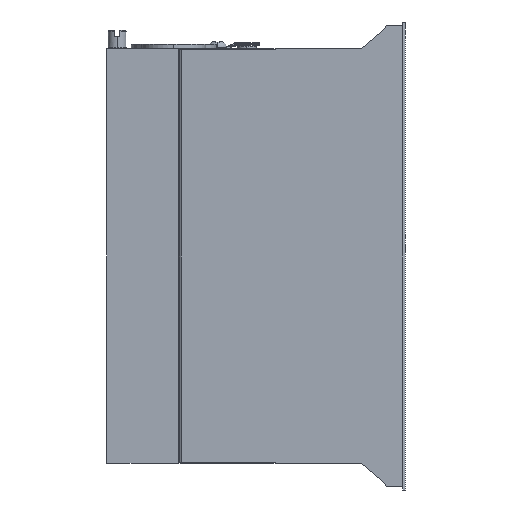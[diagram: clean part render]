
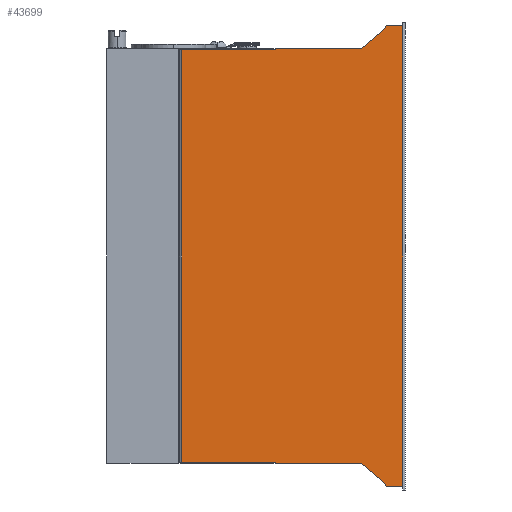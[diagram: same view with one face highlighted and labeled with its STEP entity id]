
A CAD part, left-side view. The second image highlights one B-rep face of the part: STEP entity #43699.
In plain terms, the highlighted planar face has unit normal (-1, 0, 0).
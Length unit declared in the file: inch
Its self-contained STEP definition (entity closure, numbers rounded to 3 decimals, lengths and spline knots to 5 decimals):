
#294 = ORIENTED_EDGE ( 'NONE', *, *, #5185, .F. ) ;
#884 = ORIENTED_EDGE ( 'NONE', *, *, #24032, .F. ) ;
#1230 = CARTESIAN_POINT ( 'NONE',  ( -2.38189, 0., -3.93701 ) ) ;
#1276 = VECTOR ( 'NONE', #28152, 39.37008 ) ;
#1321 = LINE ( 'NONE', #35125, #9481 ) ;
#1599 = VERTEX_POINT ( 'NONE', #21156 ) ;
#1655 = LINE ( 'NONE', #30689, #9806 ) ;
#1835 = CARTESIAN_POINT ( 'NONE',  ( -2.38189, 0.03937, 3.93701 ) ) ;
#2513 = VECTOR ( 'NONE', #28338, 39.37008 ) ;
#2841 = ORIENTED_EDGE ( 'NONE', *, *, #38070, .T. ) ;
#2901 = VERTEX_POINT ( 'NONE', #34182 ) ;
#4069 = CARTESIAN_POINT ( 'NONE',  ( -2.38189, 0.03937, -4. ) ) ;
#5185 = EDGE_CURVE ( 'NONE', #9256, #39891, #8784, .T. ) ;
#6197 = VECTOR ( 'NONE', #36413, 39.37008 ) ;
#6523 = CARTESIAN_POINT ( 'NONE',  ( -2.38189, 2.20472, -3.52362 ) ) ;
#6819 = ORIENTED_EDGE ( 'NONE', *, *, #27911, .F. ) ;
#6873 = EDGE_CURVE ( 'NONE', #14240, #2901, #18583, .T. ) ;
#7916 = AXIS2_PLACEMENT_3D ( 'NONE', #28956, #29256, #8448 ) ;
#8005 = VERTEX_POINT ( 'NONE', #41832 ) ;
#8017 = VECTOR ( 'NONE', #15219, 39.37008 ) ;
#8448 = DIRECTION ( 'NONE',  ( 0., 0., 1. ) ) ;
#8486 = EDGE_LOOP ( 'NONE', ( #38677, #23409, #17550, #24301, #6819, #13135, #884, #2841, #23029, #16336, #40802, #16001, #294, #10356 ) ) ;
#8699 = EDGE_CURVE ( 'NONE', #1599, #40876, #10126, .T. ) ;
#8784 = CIRCLE ( 'NONE', #36557, 0.01969 ) ;
#9187 = EDGE_CURVE ( 'NONE', #2901, #8005, #31869, .T. ) ;
#9256 = VERTEX_POINT ( 'NONE', #41626 ) ;
#9481 = VECTOR ( 'NONE', #38614, 39.37008 ) ;
#9806 = VECTOR ( 'NONE', #41148, 39.37008 ) ;
#10015 = DIRECTION ( 'NONE',  ( 0., 0., -1. ) ) ;
#10126 = LINE ( 'NONE', #38477, #18254 ) ;
#10356 = ORIENTED_EDGE ( 'NONE', *, *, #34549, .F. ) ;
#10459 = VECTOR ( 'NONE', #16928, 39.37008 ) ;
#10491 = CARTESIAN_POINT ( 'NONE',  ( -2.38189, 2.20472, 3.52362 ) ) ;
#10553 = EDGE_CURVE ( 'NONE', #18576, #42089, #19766, .T. ) ;
#11779 = DIRECTION ( 'NONE',  ( 0., -1., 0. ) ) ;
#12289 = DIRECTION ( 'NONE',  ( 0., -1., 0. ) ) ;
#12858 = DIRECTION ( 'NONE',  ( 0., -1., 0. ) ) ;
#13135 = ORIENTED_EDGE ( 'NONE', *, *, #8699, .F. ) ;
#13163 = CARTESIAN_POINT ( 'NONE',  ( -2.38189, 3.8189, -3.52362 ) ) ;
#13991 = DIRECTION ( 'NONE',  ( 0., 0., -1. ) ) ;
#14143 = DIRECTION ( 'NONE',  ( 0., 0.394, 0.919 ) ) ;
#14240 = VERTEX_POINT ( 'NONE', #37345 ) ;
#15021 = FACE_OUTER_BOUND ( 'NONE', #8486, .T. ) ;
#15219 = DIRECTION ( 'NONE',  ( 0., 1., 0. ) ) ;
#15888 = VERTEX_POINT ( 'NONE', #13163 ) ;
#16001 = ORIENTED_EDGE ( 'NONE', *, *, #33903, .F. ) ;
#16336 = ORIENTED_EDGE ( 'NONE', *, *, #31728, .F. ) ;
#16928 = DIRECTION ( 'NONE',  ( 0., 1., 0. ) ) ;
#17550 = ORIENTED_EDGE ( 'NONE', *, *, #9187, .F. ) ;
#18254 = VECTOR ( 'NONE', #14143, 39.37008 ) ;
#18439 = VERTEX_POINT ( 'NONE', #35038 ) ;
#18557 = CARTESIAN_POINT ( 'NONE',  ( -2.38189, 2.20472, 3.54331 ) ) ;
#18576 = VERTEX_POINT ( 'NONE', #21933 ) ;
#18583 = LINE ( 'NONE', #37772, #10459 ) ;
#18602 = EDGE_CURVE ( 'NONE', #18439, #40556, #28549, .T. ) ;
#19766 = LINE ( 'NONE', #28022, #1276 ) ;
#20969 = LINE ( 'NONE', #4069, #2513 ) ;
#21156 = CARTESIAN_POINT ( 'NONE',  ( -2.38189, 0.32283, -3.93701 ) ) ;
#21933 = CARTESIAN_POINT ( 'NONE',  ( -2.38189, 0.74803, 3.54331 ) ) ;
#23029 = ORIENTED_EDGE ( 'NONE', *, *, #18602, .F. ) ;
#23409 = ORIENTED_EDGE ( 'NONE', *, *, #38665, .F. ) ;
#23677 = CARTESIAN_POINT ( 'NONE',  ( -2.38189, 0.03937, -3.93701 ) ) ;
#24032 = EDGE_CURVE ( 'NONE', #42620, #1599, #33559, .T. ) ;
#24290 = AXIS2_PLACEMENT_3D ( 'NONE', #6523, #30860, #10015 ) ;
#24301 = ORIENTED_EDGE ( 'NONE', *, *, #6873, .F. ) ;
#25760 = PLANE ( 'NONE',  #7916 ) ;
#27441 = VECTOR ( 'NONE', #11779, 39.37008 ) ;
#27608 = VERTEX_POINT ( 'NONE', #31615 ) ;
#27911 = EDGE_CURVE ( 'NONE', #40876, #14240, #1655, .T. ) ;
#28022 = CARTESIAN_POINT ( 'NONE',  ( -2.38189, 2.05698, 2.43968 ) ) ;
#28152 = DIRECTION ( 'NONE',  ( 0., -0.765, 0.645 ) ) ;
#28338 = DIRECTION ( 'NONE',  ( 0., 0., 1. ) ) ;
#28361 = VECTOR ( 'NONE', #12289, 39.37008 ) ;
#28549 = LINE ( 'NONE', #36062, #27441 ) ;
#28873 = DIRECTION ( 'NONE',  ( 0., 0., 1. ) ) ;
#28956 = CARTESIAN_POINT ( 'NONE',  ( -2.38189, 3.8189, -4. ) ) ;
#29256 = DIRECTION ( 'NONE',  ( -1., 0., 0. ) ) ;
#29275 = EDGE_CURVE ( 'NONE', #15888, #27608, #43992, .T. ) ;
#29448 = LINE ( 'NONE', #36574, #28361 ) ;
#30689 = CARTESIAN_POINT ( 'NONE',  ( -2.38189, 2.05698, -2.43968 ) ) ;
#30860 = DIRECTION ( 'NONE',  ( 1., 0., 0. ) ) ;
#31615 = CARTESIAN_POINT ( 'NONE',  ( -2.38189, 3.8189, 3.52362 ) ) ;
#31728 = EDGE_CURVE ( 'NONE', #42089, #18439, #33895, .T. ) ;
#31869 = CIRCLE ( 'NONE', #24290, 0.01969 ) ;
#32625 = VECTOR ( 'NONE', #12858, 39.37008 ) ;
#32925 = CARTESIAN_POINT ( 'NONE',  ( -2.38189, 1.69821, 0.7278 ) ) ;
#33492 = CARTESIAN_POINT ( 'NONE',  ( -2.38189, 0., 3.52362 ) ) ;
#33559 = LINE ( 'NONE', #1230, #8017 ) ;
#33895 = LINE ( 'NONE', #32925, #6197 ) ;
#33903 = EDGE_CURVE ( 'NONE', #39891, #18576, #29448, .T. ) ;
#34182 = CARTESIAN_POINT ( 'NONE',  ( -2.38189, 2.20472, -3.54331 ) ) ;
#34549 = EDGE_CURVE ( 'NONE', #27608, #9256, #41875, .T. ) ;
#34757 = VECTOR ( 'NONE', #28873, 39.37008 ) ;
#34793 = DIRECTION ( 'NONE',  ( 1., 0., 0. ) ) ;
#35038 = CARTESIAN_POINT ( 'NONE',  ( -2.38189, 0.32283, 3.93701 ) ) ;
#35125 = CARTESIAN_POINT ( 'NONE',  ( -2.38189, 0., -3.52362 ) ) ;
#35701 = CARTESIAN_POINT ( 'NONE',  ( -2.38189, 3.8189, -4. ) ) ;
#36062 = CARTESIAN_POINT ( 'NONE',  ( -2.38189, 0., 3.93701 ) ) ;
#36413 = DIRECTION ( 'NONE',  ( 0., -0.394, 0.919 ) ) ;
#36557 = AXIS2_PLACEMENT_3D ( 'NONE', #10491, #34793, #13991 ) ;
#36574 = CARTESIAN_POINT ( 'NONE',  ( -2.38189, 0., 3.54331 ) ) ;
#37345 = CARTESIAN_POINT ( 'NONE',  ( -2.38189, 0.74803, -3.54331 ) ) ;
#37772 = CARTESIAN_POINT ( 'NONE',  ( -2.38189, 0., -3.54331 ) ) ;
#38070 = EDGE_CURVE ( 'NONE', #42620, #40556, #20969, .T. ) ;
#38477 = CARTESIAN_POINT ( 'NONE',  ( -2.38189, 1.69821, -0.7278 ) ) ;
#38614 = DIRECTION ( 'NONE',  ( 0., 1., 0. ) ) ;
#38665 = EDGE_CURVE ( 'NONE', #8005, #15888, #1321, .T. ) ;
#38677 = ORIENTED_EDGE ( 'NONE', *, *, #29275, .F. ) ;
#39891 = VERTEX_POINT ( 'NONE', #18557 ) ;
#40556 = VERTEX_POINT ( 'NONE', #1835 ) ;
#40802 = ORIENTED_EDGE ( 'NONE', *, *, #10553, .F. ) ;
#40876 = VERTEX_POINT ( 'NONE', #45071 ) ;
#41148 = DIRECTION ( 'NONE',  ( 0., 0.765, 0.645 ) ) ;
#41626 = CARTESIAN_POINT ( 'NONE',  ( -2.38189, 2.22441, 3.52362 ) ) ;
#41832 = CARTESIAN_POINT ( 'NONE',  ( -2.38189, 2.22441, -3.52362 ) ) ;
#41875 = LINE ( 'NONE', #33492, #32625 ) ;
#42089 = VERTEX_POINT ( 'NONE', #44844 ) ;
#42620 = VERTEX_POINT ( 'NONE', #23677 ) ;
#43699 = ADVANCED_FACE ( 'NONE', ( #15021 ), #25760, .T. ) ;
#43992 = LINE ( 'NONE', #35701, #34757 ) ;
#44844 = CARTESIAN_POINT ( 'NONE',  ( -2.38189, 0.34646, 3.88189 ) ) ;
#45071 = CARTESIAN_POINT ( 'NONE',  ( -2.38189, 0.34646, -3.88189 ) ) ;
